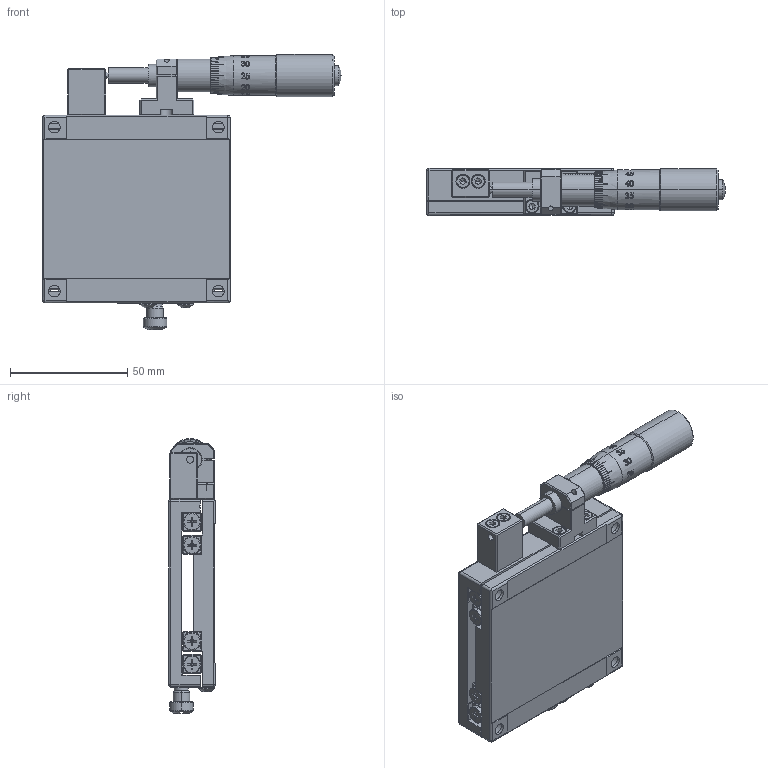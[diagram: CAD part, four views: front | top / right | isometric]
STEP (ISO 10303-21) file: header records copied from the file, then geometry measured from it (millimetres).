
FILE_DESCRIPTION (( 'STEP AP203' ), '1' );
FILE_NAME ('516302.STEP', '2022-05-07T06:56:52', ( '' ), ( '' ), 'SwSTEP 2.0', 'SolidWorks 2020', '' );
FILE_SCHEMA (( 'CONFIG_CONTROL_DESIGN' ));
Length unit declared in the file: millimetre
Products named in the file (1): 516302
Bounding box: 127.5 x 20 x 117.4 mm (x, y, z)
Volume: 132023.9 mm3; surface area: 49107.7 mm2
Topology: 11 solids, 11 shells, 1655 faces, 4184 edges, 2560 vertices
Faces by surface type: plane 1048, cylinder 256, bspline 145, cone 144, torus 46, sphere 16
Entity records: 67059 total; most frequent: CARTESIAN_POINT 28600, ORIENTED_EDGE 8288, DIRECTION 7553, EDGE_CURVE 4144, AXIS2_PLACEMENT_3D 2623, VERTEX_POINT 2558, VECTOR 2307, LINE 2307
